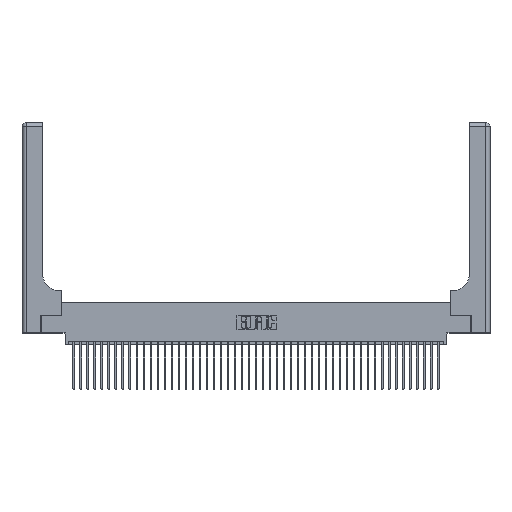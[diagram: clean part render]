
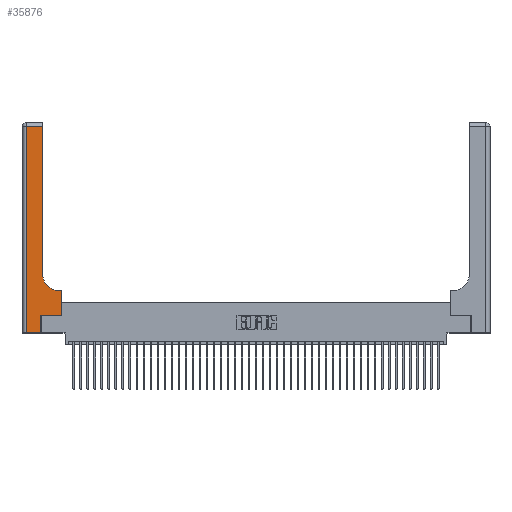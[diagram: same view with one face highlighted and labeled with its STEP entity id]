
A CAD part, top view. The second image highlights one B-rep face of the part: STEP entity #35876.
In plain terms, the highlighted planar face has unit normal (0, 0, 1).
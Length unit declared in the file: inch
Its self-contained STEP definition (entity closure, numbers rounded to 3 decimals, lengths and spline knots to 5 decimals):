
#2310 = FACE_OUTER_BOUND ( 'NONE', #5148, .T. ) ;
#2506 = VERTEX_POINT ( 'NONE', #11907 ) ;
#2959 = VECTOR ( 'NONE', #21749, 39.37008 ) ;
#3514 = LINE ( 'NONE', #35763, #2959 ) ;
#3629 = VERTEX_POINT ( 'NONE', #28976 ) ;
#4583 = EDGE_CURVE ( 'NONE', #16209, #2506, #6239, .T. ) ;
#5100 = CARTESIAN_POINT ( 'NONE',  ( 0.269, 0., 0.37 ) ) ;
#5148 = EDGE_LOOP ( 'NONE', ( #44417, #7135, #34704, #10909, #11146, #22956, #32306, #18033, #39516 ) ) ;
#5214 = CARTESIAN_POINT ( 'NONE',  ( 0.2915, 0.6, 0.37 ) ) ;
#5246 = PLANE ( 'NONE',  #8901 ) ;
#5829 = CARTESIAN_POINT ( 'NONE',  ( 0.06, 3., 0.37 ) ) ;
#6239 = LINE ( 'NONE', #35622, #10635 ) ;
#6969 = VERTEX_POINT ( 'NONE', #42146 ) ;
#7135 = ORIENTED_EDGE ( 'NONE', *, *, #23157, .T. ) ;
#7157 = EDGE_CURVE ( 'NONE', #12269, #10752, #31814, .T. ) ;
#8470 = CARTESIAN_POINT ( 'NONE',  ( 0.5415, 0.6, 0.37 ) ) ;
#8655 = DIRECTION ( 'NONE',  ( -1., 0., 0. ) ) ;
#8901 = AXIS2_PLACEMENT_3D ( 'NONE', #37377, #44293, #8655 ) ;
#8919 = DIRECTION ( 'NONE',  ( 0., 0., -1. ) ) ;
#10635 = VECTOR ( 'NONE', #36275, 39.37008 ) ;
#10638 = LINE ( 'NONE', #5829, #28763 ) ;
#10752 = VERTEX_POINT ( 'NONE', #33678 ) ;
#10909 = ORIENTED_EDGE ( 'NONE', *, *, #20402, .T. ) ;
#11146 = ORIENTED_EDGE ( 'NONE', *, *, #35816, .T. ) ;
#11897 = CARTESIAN_POINT ( 'NONE',  ( 0.5585, 0.25, 0.37 ) ) ;
#11907 = CARTESIAN_POINT ( 'NONE',  ( 0.5585, 0.6, 0.37 ) ) ;
#12269 = VERTEX_POINT ( 'NONE', #8470 ) ;
#13085 = VECTOR ( 'NONE', #28412, 39.37008 ) ;
#15988 = CARTESIAN_POINT ( 'NONE',  ( 0.2915, 2.94, 0.37 ) ) ;
#16209 = VERTEX_POINT ( 'NONE', #11897 ) ;
#18033 = ORIENTED_EDGE ( 'NONE', *, *, #40390, .T. ) ;
#18178 = VECTOR ( 'NONE', #36766, 39.37008 ) ;
#18276 = CARTESIAN_POINT ( 'NONE',  ( 0.2915, 3., 0.37 ) ) ;
#20402 = EDGE_CURVE ( 'NONE', #45015, #6969, #3514, .T. ) ;
#21528 = DIRECTION ( 'NONE',  ( 0., 1., 0. ) ) ;
#21749 = DIRECTION ( 'NONE',  ( 1., 0., 0. ) ) ;
#22388 = LINE ( 'NONE', #25023, #13085 ) ;
#22956 = ORIENTED_EDGE ( 'NONE', *, *, #38848, .T. ) ;
#23024 = DIRECTION ( 'NONE',  ( 0., -1., 0. ) ) ;
#23101 = VECTOR ( 'NONE', #40878, 39.37008 ) ;
#23157 = EDGE_CURVE ( 'NONE', #34553, #3629, #30265, .T. ) ;
#25023 = CARTESIAN_POINT ( 'NONE',  ( 0.269, 0.25, 0.37 ) ) ;
#25951 = LINE ( 'NONE', #18276, #42471 ) ;
#26658 = LINE ( 'NONE', #5214, #33795 ) ;
#28412 = DIRECTION ( 'NONE',  ( 1., 0., 0. ) ) ;
#28763 = VECTOR ( 'NONE', #23024, 39.37008 ) ;
#28976 = CARTESIAN_POINT ( 'NONE',  ( 0.06, 2.94, 0.37 ) ) ;
#30117 = DIRECTION ( 'NONE',  ( -1., 0., 0. ) ) ;
#30265 = LINE ( 'NONE', #43449, #23101 ) ;
#31814 = CIRCLE ( 'NONE', #38103, 0.25 ) ;
#32306 = ORIENTED_EDGE ( 'NONE', *, *, #4583, .T. ) ;
#33678 = CARTESIAN_POINT ( 'NONE',  ( 0.2915, 0.85, 0.37 ) ) ;
#33795 = VECTOR ( 'NONE', #30117, 39.37008 ) ;
#34553 = VERTEX_POINT ( 'NONE', #15988 ) ;
#34578 = EDGE_CURVE ( 'NONE', #3629, #45015, #10638, .T. ) ;
#34704 = ORIENTED_EDGE ( 'NONE', *, *, #34578, .T. ) ;
#34706 = VERTEX_POINT ( 'NONE', #38401 ) ;
#35513 = EDGE_CURVE ( 'NONE', #10752, #34553, #25951, .T. ) ;
#35622 = CARTESIAN_POINT ( 'NONE',  ( 0.5585, 0.25, 0.37 ) ) ;
#35763 = CARTESIAN_POINT ( 'NONE',  ( 0., 0., 0.37 ) ) ;
#35816 = EDGE_CURVE ( 'NONE', #6969, #34706, #38628, .T. ) ;
#35876 = ADVANCED_FACE ( 'NONE', ( #2310 ), #5246, .F. ) ;
#36275 = DIRECTION ( 'NONE',  ( 0., 1., 0. ) ) ;
#36766 = DIRECTION ( 'NONE',  ( 0., 1., 0. ) ) ;
#37377 = CARTESIAN_POINT ( 'NONE',  ( 0., 3., 0.37 ) ) ;
#37985 = CARTESIAN_POINT ( 'NONE',  ( 0.06, 0., 0.37 ) ) ;
#38103 = AXIS2_PLACEMENT_3D ( 'NONE', #44250, #8919, #41042 ) ;
#38401 = CARTESIAN_POINT ( 'NONE',  ( 0.269, 0.25, 0.37 ) ) ;
#38628 = LINE ( 'NONE', #5100, #18178 ) ;
#38848 = EDGE_CURVE ( 'NONE', #34706, #16209, #22388, .T. ) ;
#39516 = ORIENTED_EDGE ( 'NONE', *, *, #7157, .T. ) ;
#40390 = EDGE_CURVE ( 'NONE', #2506, #12269, #26658, .T. ) ;
#40878 = DIRECTION ( 'NONE',  ( -1., 0., 0. ) ) ;
#41042 = DIRECTION ( 'NONE',  ( 1., 0., 0. ) ) ;
#42146 = CARTESIAN_POINT ( 'NONE',  ( 0.269, 0., 0.37 ) ) ;
#42471 = VECTOR ( 'NONE', #21528, 39.37008 ) ;
#43449 = CARTESIAN_POINT ( 'NONE',  ( 0., 2.94, 0.37 ) ) ;
#44250 = CARTESIAN_POINT ( 'NONE',  ( 0.5415, 0.85, 0.37 ) ) ;
#44293 = DIRECTION ( 'NONE',  ( 0., 0., -1. ) ) ;
#44417 = ORIENTED_EDGE ( 'NONE', *, *, #35513, .T. ) ;
#45015 = VERTEX_POINT ( 'NONE', #37985 ) ;
